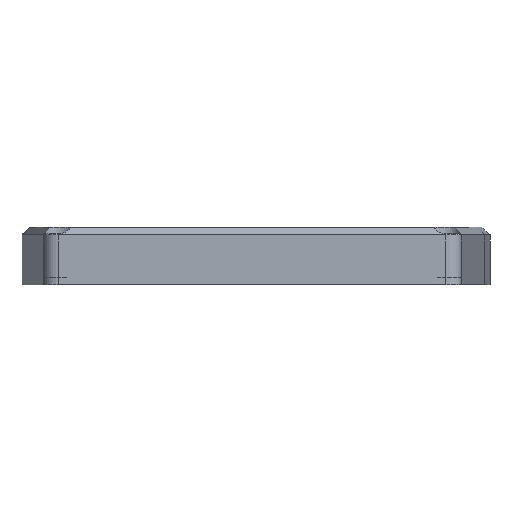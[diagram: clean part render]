
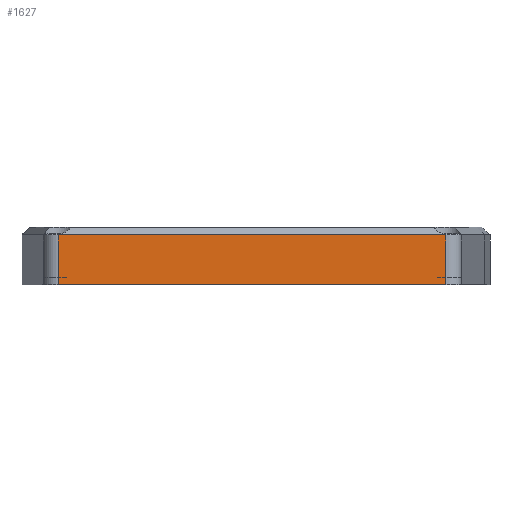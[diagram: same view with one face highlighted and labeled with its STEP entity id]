
A CAD part, left-side view. The second image highlights one B-rep face of the part: STEP entity #1627.
In plain terms, the highlighted planar face has unit normal (-1, 0, 0).
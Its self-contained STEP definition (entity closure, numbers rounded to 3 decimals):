
#174=LINE('',#2751,#318);
#177=LINE('',#2760,#321);
#178=LINE('',#2762,#322);
#179=LINE('',#2763,#323);
#318=VECTOR('',#2207,10.);
#321=VECTOR('',#2218,10.);
#322=VECTOR('',#2219,10.);
#323=VECTOR('',#2220,10.);
#397=PLANE('',#1801);
#477=FACE_OUTER_BOUND('',#577,.T.);
#577=EDGE_LOOP('',(#1414,#1415,#1416,#1417));
#796=VERTEX_POINT('',#2662);
#816=VERTEX_POINT('',#2737);
#821=VERTEX_POINT('',#2759);
#822=VERTEX_POINT('',#2761);
#1030=EDGE_CURVE('',#796,#816,#174,.T.);
#1034=EDGE_CURVE('',#821,#796,#177,.T.);
#1035=EDGE_CURVE('',#821,#822,#178,.T.);
#1036=EDGE_CURVE('',#822,#816,#179,.T.);
#1414=ORIENTED_EDGE('',*,*,#1030,.F.);
#1415=ORIENTED_EDGE('',*,*,#1034,.F.);
#1416=ORIENTED_EDGE('',*,*,#1035,.T.);
#1417=ORIENTED_EDGE('',*,*,#1036,.T.);
#1627=ADVANCED_FACE('',(#477),#397,.T.);
#1801=AXIS2_PLACEMENT_3D('',#2758,#2216,#2217);
#2207=DIRECTION('',(0.,-1.,0.));
#2216=DIRECTION('center_axis',(-1.,0.,0.));
#2217=DIRECTION('ref_axis',(0.,-1.,0.));
#2218=DIRECTION('',(0.,0.,1.));
#2219=DIRECTION('',(0.,-1.,0.));
#2220=DIRECTION('',(0.,0.,1.));
#2662=CARTESIAN_POINT('',(-4.,0.,13.));
#2737=CARTESIAN_POINT('',(-4.,-101.,13.));
#2751=CARTESIAN_POINT('',(-4.,-25.75,13.));
#2758=CARTESIAN_POINT('Origin',(-4.,0.,0.));
#2759=CARTESIAN_POINT('',(-4.,0.,0.));
#2760=CARTESIAN_POINT('',(-4.,0.,0.));
#2761=CARTESIAN_POINT('',(-4.,-101.,0.));
#2762=CARTESIAN_POINT('',(-4.,0.,0.));
#2763=CARTESIAN_POINT('',(-4.,-101.,0.));
